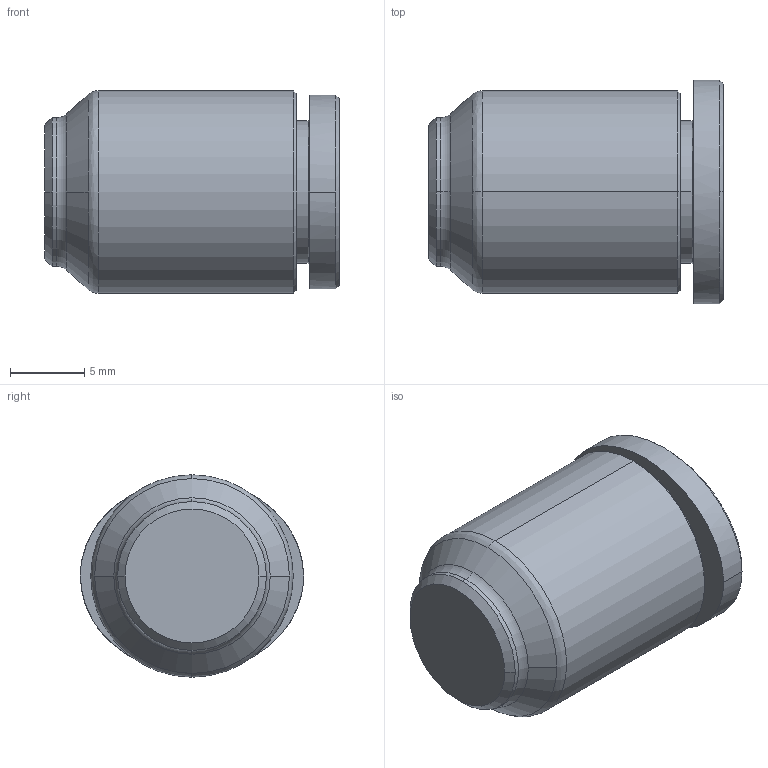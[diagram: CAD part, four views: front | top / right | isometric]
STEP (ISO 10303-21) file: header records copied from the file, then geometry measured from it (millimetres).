
FILE_DESCRIPTION (( 'STEP AP214' ), '1' );
FILE_NAME ('PPF08.STEP', '2015-11-02T15:37:13', ( '' ), ( '' ), 'SwSTEP 2.0', 'SolidWorks 2015', '' );
FILE_SCHEMA (( 'AUTOMOTIVE_DESIGN' ));
Length unit declared in the file: millimetre
Products named in the file (2): PPF08; ｦ+ﾃｦ1
Assembly tree (1 placements, depth 2):
  PPF08
    ｦ+ﾃｦ1
Bounding box: 19.8 x 15 x 13.6 mm (x, y, z)
Volume: 1728 mm3; surface area: 1665.4 mm2
Topology: 1 solids, 1 shells, 398 faces, 1121 edges, 744 vertices
Faces by surface type: plane 338, bspline 32, cylinder 16, cone 10, torus 2
Entity records: 13741 total; most frequent: CARTESIAN_POINT 3462, ORIENTED_EDGE 2242, DIRECTION 1841, EDGE_CURVE 1121, LINE 993, VECTOR 993, VERTEX_POINT 744, AXIS2_PLACEMENT_3D 424
